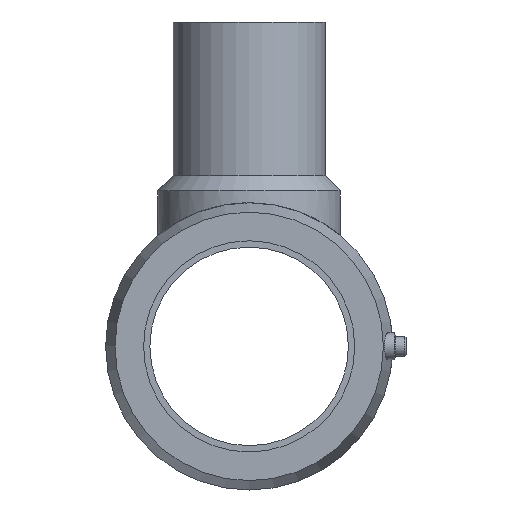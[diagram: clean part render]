
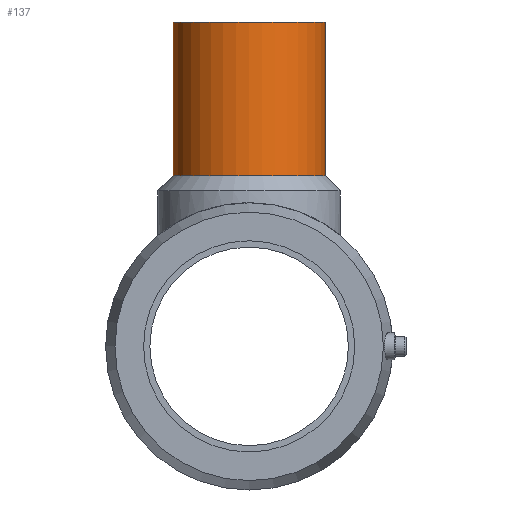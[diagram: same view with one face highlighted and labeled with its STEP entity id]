
A CAD part, left-side view. The second image highlights one B-rep face of the part: STEP entity #137.
In plain terms, the highlighted cylindrical face has radius 45 mm (diameter 90 mm), a full revolution.
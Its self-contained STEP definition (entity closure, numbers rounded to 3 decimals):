
#137 = ADVANCED_FACE( '', ( #308, #309 ), #310, .T. );
#308 = FACE_OUTER_BOUND( '', #473, .T. );
#309 = FACE_OUTER_BOUND( '', #474, .T. );
#310 = CYLINDRICAL_SURFACE( '', #475, 45. );
#473 = EDGE_LOOP( '', ( #706 ) );
#474 = EDGE_LOOP( '', ( #707 ) );
#475 = AXIS2_PLACEMENT_3D( '', #708, #709, #710 );
#706 = ORIENTED_EDGE( '', *, *, #719, .F. );
#707 = ORIENTED_EDGE( '', *, *, #782, .T. );
#708 = CARTESIAN_POINT( '', ( 173.75, 0., 0. ) );
#709 = DIRECTION( '', ( 0., 0., 1. ) );
#710 = DIRECTION( '', ( -1., 0., 0. ) );
#719 = EDGE_CURVE( '', #799, #799, #800, .T. );
#782 = EDGE_CURVE( '', #898, #898, #899, .T. );
#799 = VERTEX_POINT( '', #918 );
#800 = CIRCLE( '', #919, 45. );
#898 = VERTEX_POINT( '', #1595 );
#899 = CIRCLE( '', #1596, 45. );
#918 = CARTESIAN_POINT( '', ( 128.75, 0., 101. ) );
#919 = AXIS2_PLACEMENT_3D( '', #1615, #1616, #1617 );
#1595 = CARTESIAN_POINT( '', ( 128.75, 0., 192. ) );
#1596 = AXIS2_PLACEMENT_3D( '', #1705, #1706, #1707 );
#1615 = CARTESIAN_POINT( '', ( 173.75, 0., 101. ) );
#1616 = DIRECTION( '', ( 0., 0., -1. ) );
#1617 = DIRECTION( '', ( -1., 0., 0. ) );
#1705 = CARTESIAN_POINT( '', ( 173.75, 0., 192. ) );
#1706 = DIRECTION( '', ( 0., 0., -1. ) );
#1707 = DIRECTION( '', ( -1., 0., 0. ) );
